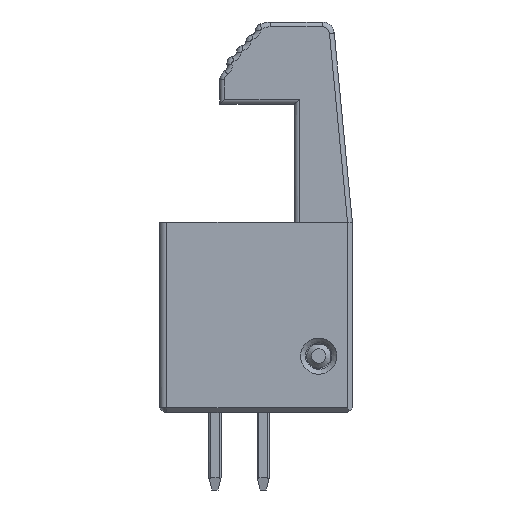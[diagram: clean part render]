
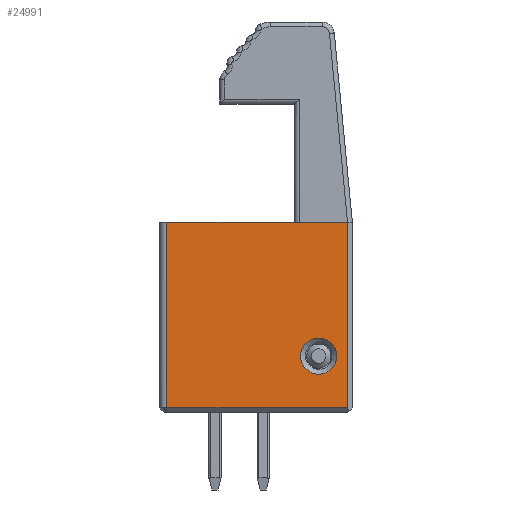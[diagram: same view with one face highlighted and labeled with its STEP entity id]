
A CAD part, left-side view. The second image highlights one B-rep face of the part: STEP entity #24991.
In plain terms, the highlighted planar face has unit normal (-1, 0, 0).
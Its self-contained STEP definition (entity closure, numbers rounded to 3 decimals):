
#19563=CARTESIAN_POINT('',(-15.75,3.,7.9));
#19564=VERTEX_POINT('',#19563);
#19572=CARTESIAN_POINT('',(-15.75,-4.5,7.9));
#19573=VERTEX_POINT('',#19572);
#19574=CARTESIAN_POINT('',(-15.75,-4.5,7.9));
#19575=DIRECTION('',(0.,1.,0.));
#19576=VECTOR('',#19575,7.5);
#19577=LINE('',#19574,#19576);
#19578=EDGE_CURVE('',#19573,#19564,#19577,.T.);
#24938=CARTESIAN_POINT('',(-15.75,3.,0.2));
#24939=VERTEX_POINT('',#24938);
#24948=CARTESIAN_POINT('',(-15.75,3.,7.9));
#24949=DIRECTION('',(0.,0.,-1.));
#24950=VECTOR('',#24949,7.7);
#24951=LINE('',#24948,#24950);
#24952=EDGE_CURVE('',#19564,#24939,#24951,.T.);
#24957=CARTESIAN_POINT('',(-15.75,-0.85,3.95));
#24958=DIRECTION('',(0.,-1.,0.));
#24959=DIRECTION('',(-1.,0.,0.));
#24960=AXIS2_PLACEMENT_3D('',#24957,#24959,#24958);
#24961=PLANE('',#24960);
#24962=ORIENTED_EDGE('',*,*,#19578,.T.);
#24963=ORIENTED_EDGE('',*,*,#24952,.T.);
#24964=CARTESIAN_POINT('',(-15.75,-4.5,0.2));
#24965=VERTEX_POINT('',#24964);
#24966=CARTESIAN_POINT('',(-15.75,3.,0.2));
#24967=DIRECTION('',(0.,-1.,0.));
#24968=VECTOR('',#24967,7.5);
#24969=LINE('',#24966,#24968);
#24970=EDGE_CURVE('',#24939,#24965,#24969,.T.);
#24971=ORIENTED_EDGE('',*,*,#24970,.T.);
#24972=CARTESIAN_POINT('',(-15.75,-4.5,0.2));
#24973=DIRECTION('',(0.,0.,1.));
#24974=VECTOR('',#24973,7.7);
#24975=LINE('',#24972,#24974);
#24976=EDGE_CURVE('',#24965,#19573,#24975,.T.);
#24977=ORIENTED_EDGE('',*,*,#24976,.T.);
#24978=EDGE_LOOP('',(#24962,#24963,#24971,#24977));
#24979=FACE_OUTER_BOUND('',#24978,.T.);
#24980=CARTESIAN_POINT('',(-15.75,-2.55,2.35));
#24981=VERTEX_POINT('',#24980);
#24982=CARTESIAN_POINT('',(-15.75,-3.3,2.35));
#24983=DIRECTION('',(0.,1.,0.));
#24984=DIRECTION('',(1.,0.,0.));
#24985=AXIS2_PLACEMENT_3D('',#24982,#24984,#24983);
#24986=CIRCLE('',#24985,0.75);
#24987=EDGE_CURVE('',#24981,#24981,#24986,.T.);
#24988=ORIENTED_EDGE('',*,*,#24987,.T.);
#24989=EDGE_LOOP('',(#24988));
#24990=FACE_BOUND('',#24989,.T.);
#24991=ADVANCED_FACE('',(#24979,#24990),#24961,.T.);
